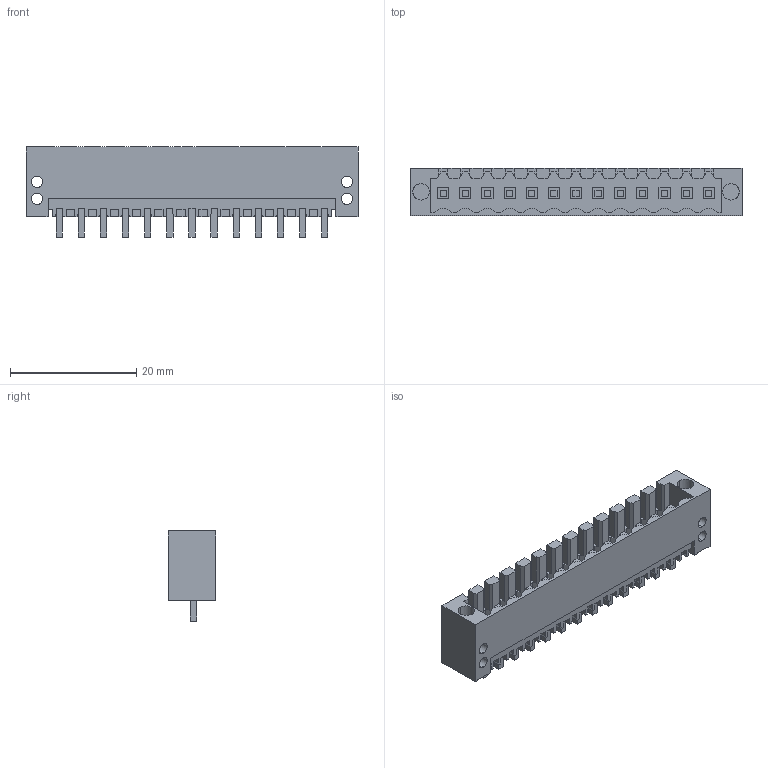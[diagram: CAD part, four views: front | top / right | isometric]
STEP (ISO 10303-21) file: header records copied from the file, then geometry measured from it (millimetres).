
FILE_DESCRIPTION(('CATIA V5 STEP Exchange','CAx-IF Rec.Pracs.--- Model Styling and Organization---1.2---2011-12-15'),'2;1');
FILE_NAME ('D1453309_0_1607610000_1607610000.stp','2018-03-12T10:22:00+00:00',('none'),('Weidmueller'),'CATIA Version 5-6 Release 2014','CATIA V5 STEP AP214','none');
FILE_SCHEMA(('AUTOMOTIVE_DESIGN { 1 0 10303 214 1 1 1 1 }'));
Length unit declared in the file: millimetre
Products named in the file (1): 1607610000
Bounding box: 52.5 x 7.45 x 14.25 mm (x, y, z)
Volume: 1793.4 mm3; surface area: 4701.2 mm2
Topology: 14 solids, 14 shells, 795 faces, 2300 edges, 1550 vertices
Faces by surface type: plane 760, cylinder 35
Entity records: 24825 total; most frequent: ORIENTED_EDGE 4592, CARTESIAN_POINT 4358, DIRECTION 3220, EDGE_CURVE 2296, VECTOR 2226, LINE 2226, VERTEX_POINT 1548, EDGE_LOOP 854
